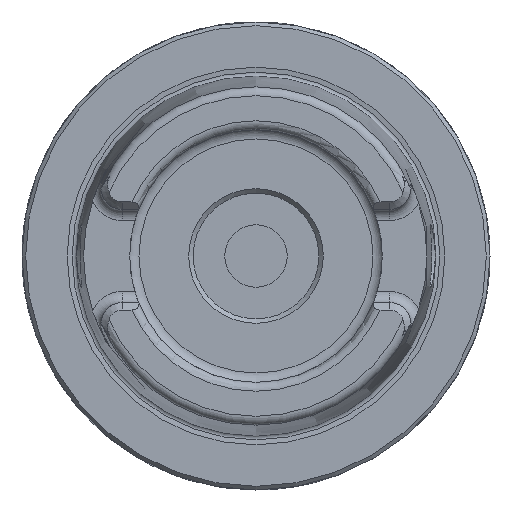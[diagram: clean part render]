
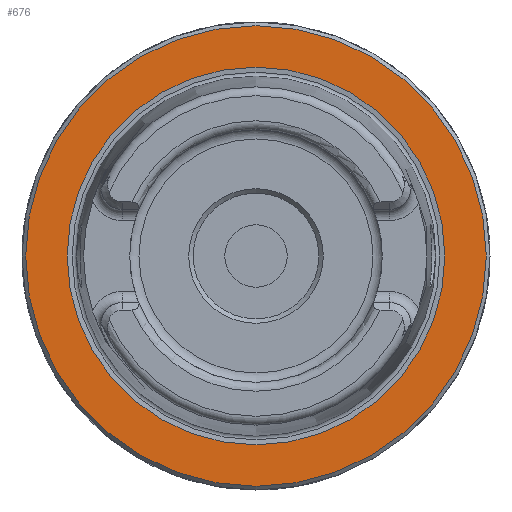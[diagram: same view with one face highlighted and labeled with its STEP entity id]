
A CAD part, left-side view. The second image highlights one B-rep face of the part: STEP entity #676.
In plain terms, the highlighted planar face has unit normal (-1, 0, 0).
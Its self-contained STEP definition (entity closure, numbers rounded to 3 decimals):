
#676 = ADVANCED_FACE( '', ( #1463, #1464 ), #1465, .T. );
#1463 = FACE_OUTER_BOUND( '', #2567, .T. );
#1464 = FACE_BOUND( '', #2568, .T. );
#1465 = PLANE( '', #2569 );
#2567 = EDGE_LOOP( '', ( #4576 ) );
#2568 = EDGE_LOOP( '', ( #4577 ) );
#2569 = AXIS2_PLACEMENT_3D( '', #4578, #4579, #4580 );
#4576 = ORIENTED_EDGE( '', *, *, #6072, .T. );
#4577 = ORIENTED_EDGE( '', *, *, #5778, .F. );
#4578 = CARTESIAN_POINT( '', ( 0., 0., 31. ) );
#4579 = DIRECTION( '', ( -1., 0., 0. ) );
#4580 = DIRECTION( '', ( 0., 0., 1. ) );
#5778 = EDGE_CURVE( '', #6956, #6956, #6957, .T. );
#6072 = EDGE_CURVE( '', #7356, #7356, #7357, .T. );
#6956 = VERTEX_POINT( '', #9179 );
#6957 = CIRCLE( '', #9180, 25.418 );
#7356 = VERTEX_POINT( '', #10193 );
#7357 = CIRCLE( '', #10194, 31. );
#9179 = CARTESIAN_POINT( '', ( 0., 0., 25.418 ) );
#9180 = AXIS2_PLACEMENT_3D( '', #11271, #11272, #11273 );
#10193 = CARTESIAN_POINT( '', ( 0., 0., 31. ) );
#10194 = AXIS2_PLACEMENT_3D( '', #11552, #11553, #11554 );
#11271 = CARTESIAN_POINT( '', ( 0., 0., 0. ) );
#11272 = DIRECTION( '', ( -1., 0., 0. ) );
#11273 = DIRECTION( '', ( 0., 0., 1. ) );
#11552 = CARTESIAN_POINT( '', ( 0., 0., 0. ) );
#11553 = DIRECTION( '', ( -1., 0., 0. ) );
#11554 = DIRECTION( '', ( 0., 0., 1. ) );
